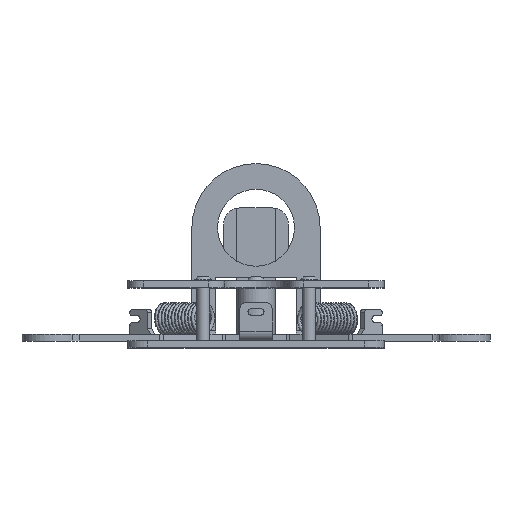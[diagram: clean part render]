
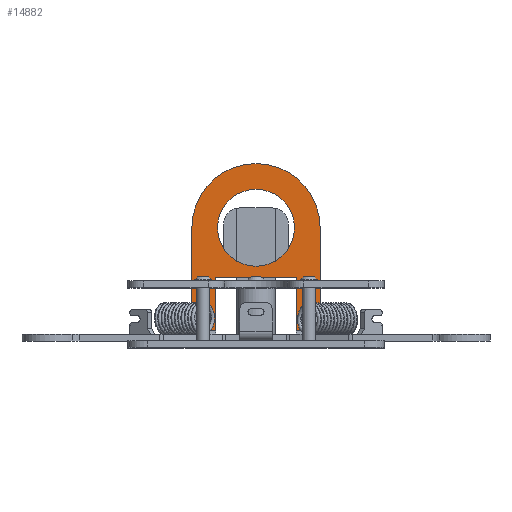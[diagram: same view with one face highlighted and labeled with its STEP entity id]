
A CAD part, top view. The second image highlights one B-rep face of the part: STEP entity #14882.
In plain terms, the highlighted planar face has unit normal (0, 0, 1).
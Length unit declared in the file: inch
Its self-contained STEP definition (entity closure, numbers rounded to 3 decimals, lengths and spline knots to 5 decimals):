
#2964=DIRECTION('',(1.,0.,0.));
#2965=VECTOR('',#2964,1.25);
#2966=CARTESIAN_POINT('',(-0.625,1.,-3.615));
#2967=LINE('',#2966,#2965);
#2968=DIRECTION('',(0.,1.,0.));
#2969=VECTOR('',#2968,0.835);
#2970=CARTESIAN_POINT('',(-0.625,0.165,-3.615));
#2971=LINE('',#2970,#2969);
#2972=DIRECTION('',(1.,0.,0.));
#2973=VECTOR('',#2972,0.375);
#2974=CARTESIAN_POINT('',(-1.,0.165,-3.615));
#2975=LINE('',#2974,#2973);
#2976=CARTESIAN_POINT('',(0.,1.773,-3.615));
#2977=DIRECTION('',(0.,0.,1.));
#2978=DIRECTION('',(0.,1.,0.));
#2979=AXIS2_PLACEMENT_3D('',#2976,#2977,#2978);
#2981=CARTESIAN_POINT('',(0.,1.773,-3.615));
#2982=DIRECTION('',(0.,0.,1.));
#2983=DIRECTION('',(1.,0.,0.));
#2984=AXIS2_PLACEMENT_3D('',#2981,#2982,#2983);
#2986=DIRECTION('',(1.,0.,0.));
#2987=VECTOR('',#2986,0.375);
#2988=CARTESIAN_POINT('',(0.625,0.165,-3.615));
#2989=LINE('',#2988,#2987);
#2990=DIRECTION('',(0.,1.,0.));
#2991=VECTOR('',#2990,0.835);
#2992=CARTESIAN_POINT('',(0.625,0.165,-3.615));
#2993=LINE('',#2992,#2991);
#2994=CARTESIAN_POINT('',(0.,1.773,-3.615));
#2995=DIRECTION('',(0.,0.,1.));
#2996=DIRECTION('',(-1.,0.,0.));
#2997=AXIS2_PLACEMENT_3D('',#2994,#2995,#2996);
#2999=CARTESIAN_POINT('',(0.,1.773,-3.615));
#3000=DIRECTION('',(0.,0.,1.));
#3001=DIRECTION('',(1.,0.,0.));
#3002=AXIS2_PLACEMENT_3D('',#2999,#3000,#3001);
#3008=DIRECTION('',(0.,1.,0.));
#3009=VECTOR('',#3008,1.608);
#3010=CARTESIAN_POINT('',(-1.,0.165,-3.615));
#3011=LINE('',#3010,#3009);
#3036=DIRECTION('',(0.,1.,0.));
#3037=VECTOR('',#3036,1.608);
#3038=CARTESIAN_POINT('',(1.,0.165,-3.615));
#3039=LINE('',#3038,#3037);
#10433=CARTESIAN_POINT('',(-1.,0.165,-3.615));
#10434=VERTEX_POINT('',#10433);
#10435=CARTESIAN_POINT('',(1.,0.165,-3.615));
#10436=VERTEX_POINT('',#10435);
#10445=CARTESIAN_POINT('',(1.,1.773,-3.615));
#10446=CARTESIAN_POINT('',(0.,2.773,-3.615));
#10447=VERTEX_POINT('',#10445);
#10448=VERTEX_POINT('',#10446);
#10449=CARTESIAN_POINT('',(-1.,1.773,-3.615));
#10450=VERTEX_POINT('',#10449);
#10457=CARTESIAN_POINT('',(-0.6,1.773,-3.615));
#10458=CARTESIAN_POINT('',(0.6,1.773,-3.615));
#10459=VERTEX_POINT('',#10457);
#10460=VERTEX_POINT('',#10458);
#10466=CARTESIAN_POINT('',(0.625,0.165,-3.615));
#10468=VERTEX_POINT('',#10466);
#10469=CARTESIAN_POINT('',(-0.625,0.165,-3.615));
#10470=VERTEX_POINT('',#10469);
#10471=CARTESIAN_POINT('',(-0.625,1.,-3.615));
#10472=CARTESIAN_POINT('',(0.625,1.,-3.615));
#10473=VERTEX_POINT('',#10471);
#10474=VERTEX_POINT('',#10472);
#14853=CARTESIAN_POINT('',(-1.,0.165,-3.615));
#14854=DIRECTION('',(0.,0.,-1.));
#14855=DIRECTION('',(0.,1.,0.));
#14856=AXIS2_PLACEMENT_3D('',#14853,#14854,#14855);
#14857=PLANE('',#14856);
#14858=ORIENTED_EDGE('',*,*,#14843,.F.);
#14860=ORIENTED_EDGE('',*,*,#14859,.F.);
#14861=ORIENTED_EDGE('',*,*,#14632,.F.);
#14863=ORIENTED_EDGE('',*,*,#14862,.T.);
#14865=ORIENTED_EDGE('',*,*,#14864,.F.);
#14867=ORIENTED_EDGE('',*,*,#14866,.F.);
#14869=ORIENTED_EDGE('',*,*,#14868,.F.);
#14871=ORIENTED_EDGE('',*,*,#14870,.F.);
#14873=ORIENTED_EDGE('',*,*,#14872,.T.);
#14874=EDGE_LOOP('',(#14858,#14860,#14861,#14863,#14865,#14867,#14869,#14871,
#14873));
#14875=FACE_OUTER_BOUND('',#14874,.F.);
#14877=ORIENTED_EDGE('',*,*,#14876,.T.);
#14879=ORIENTED_EDGE('',*,*,#14878,.T.);
#14880=EDGE_LOOP('',(#14877,#14879));
#14881=FACE_BOUND('',#14880,.F.);
#14882=ADVANCED_FACE('',(#14875,#14881),#14857,.F.);
#2980=CIRCLE('',#2979,1.);
#2985=CIRCLE('',#2984,1.);
#2998=CIRCLE('',#2997,0.6);
#3003=CIRCLE('',#3002,0.6);
#14632=EDGE_CURVE('',#10434,#10470,#2975,.T.);
#14843=EDGE_CURVE('',#10473,#10474,#2967,.T.);
#14859=EDGE_CURVE('',#10470,#10473,#2971,.T.);
#14862=EDGE_CURVE('',#10434,#10450,#3011,.T.);
#14864=EDGE_CURVE('',#10448,#10450,#2980,.T.);
#14866=EDGE_CURVE('',#10447,#10448,#2985,.T.);
#14868=EDGE_CURVE('',#10436,#10447,#3039,.T.);
#14870=EDGE_CURVE('',#10468,#10436,#2989,.T.);
#14872=EDGE_CURVE('',#10468,#10474,#2993,.T.);
#14876=EDGE_CURVE('',#10459,#10460,#2998,.T.);
#14878=EDGE_CURVE('',#10460,#10459,#3003,.T.);
